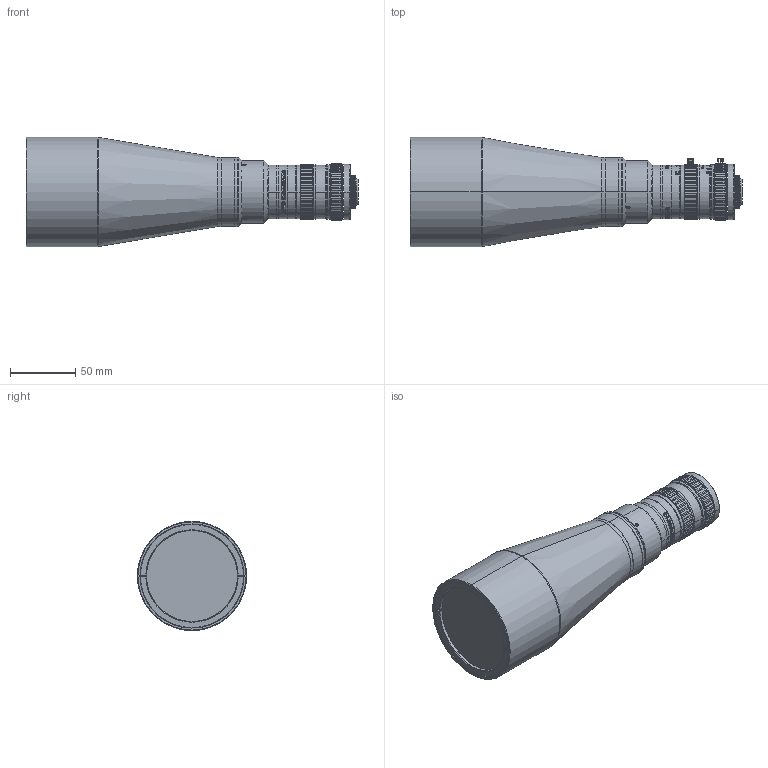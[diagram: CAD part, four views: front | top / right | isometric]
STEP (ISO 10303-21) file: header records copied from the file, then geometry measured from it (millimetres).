
FILE_DESCRIPTION (( 'STEP AP203' ), '1' );
FILE_NAME ('DP32983-A_HCBI023.step', '2023-08-10T06:47:34', ( '' ), ( '' ), 'SwSTEP 2.0', 'SolidWorks 2021', '' );
FILE_SCHEMA (( 'CONFIG_CONTROL_DESIGN' ));
Length unit declared in the file: millimetre
Products named in the file (1): DP32983-A_HCBI023
Bounding box: 254.99 x 84 x 84 mm (x, y, z)
Surface area: 60937.3 mm2 (no closed solid volume)
Topology: 0 solids, 72 shells, 601 faces, 3727 edges, 3150 vertices
Faces by surface type: cylinder 355, cone 150, plane 77, bspline 11, torus 6, sphere 2
Entity records: 44356 total; most frequent: CARTESIAN_POINT 19223, ORIENTED_EDGE 4860, DIRECTION 4282, EDGE_CURVE 3727, VERTEX_POINT 3150, B_SPLINE_CURVE_WITH_KNOTS 1723, AXIS2_PLACEMENT_3D 1687, CIRCLE 1096
